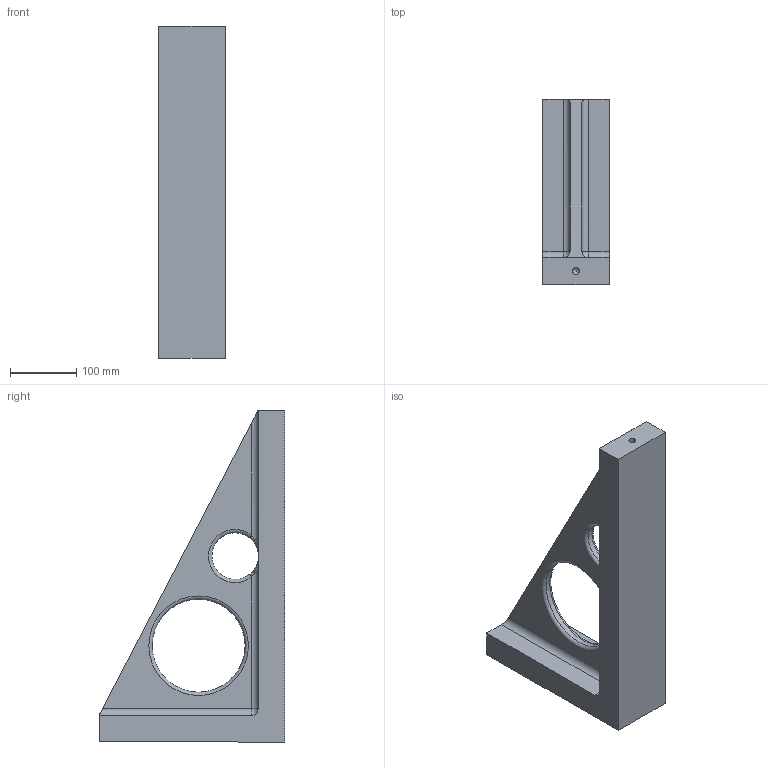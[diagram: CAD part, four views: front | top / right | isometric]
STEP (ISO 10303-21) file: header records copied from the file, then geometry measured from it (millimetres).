
FILE_DESCRIPTION( ( 'Unknown' ), '1' );
FILE_NAME( 'BP23-280100-0500.stp', 'Unknown', ( 'S.C.H' ), ( 'Unknown' ), 'XStep 1.0', 'Unknown', ' ' );
FILE_SCHEMA( ( 'CONFIG_CONTROL_DESIGN' ) );
Length unit declared in the file: millimetre
Products named in the file (1): 1
Bounding box: 100 x 280 x 500 mm (x, y, z)
Volume: 3628288.2 mm3; surface area: 287956.2 mm2
Topology: 1 solids, 1 shells, 43 faces, 111 edges, 58 vertices
Faces by surface type: plane 13, bspline 12, cylinder 11, torus 4, sphere 2, cone 1
Full cylindrical faces by diameter (mm): 10.2 x1, 70 x1, 140 x1
Entity records: 3561 total; most frequent: CARTESIAN_POINT 2630, ORIENTED_EDGE 186, DIRECTION 171, EDGE_CURVE 93, AXIS2_PLACEMENT_3D 66, VERTEX_POINT 57, EDGE_LOOP 51, FACE_OUTER_BOUND 48
